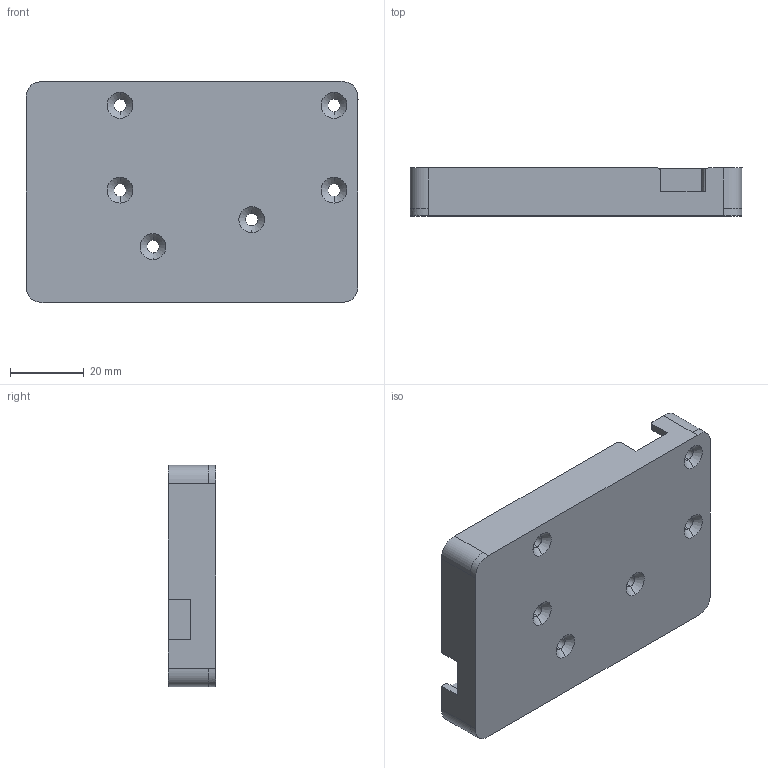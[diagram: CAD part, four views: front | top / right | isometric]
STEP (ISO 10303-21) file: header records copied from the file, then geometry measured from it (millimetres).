
FILE_DESCRIPTION (( 'STEP AP203' ), '1' );
FILE_NAME ('Base.STEP', '2025-04-26T11:42:35', ( '' ), ( '' ), 'SwSTEP 2.0', 'SolidWorks 2022', '' );
FILE_SCHEMA (( 'CONFIG_CONTROL_DESIGN' ));
Length unit declared in the file: millimetre
Products named in the file (1): Base
Bounding box: 90 x 13 x 60 mm (x, y, z)
Volume: 20337.3 mm3; surface area: 18628.9 mm2
Topology: 1 solids, 1 shells, 126 faces, 322 edges, 196 vertices
Faces by surface type: plane 44, cylinder 36, bspline 24, cone 22
Entity records: 5818 total; most frequent: CARTESIAN_POINT 2912, ORIENTED_EDGE 624, DIRECTION 506, EDGE_CURVE 312, VERTEX_POINT 196, AXIS2_PLACEMENT_3D 175, VECTOR 156, LINE 156
